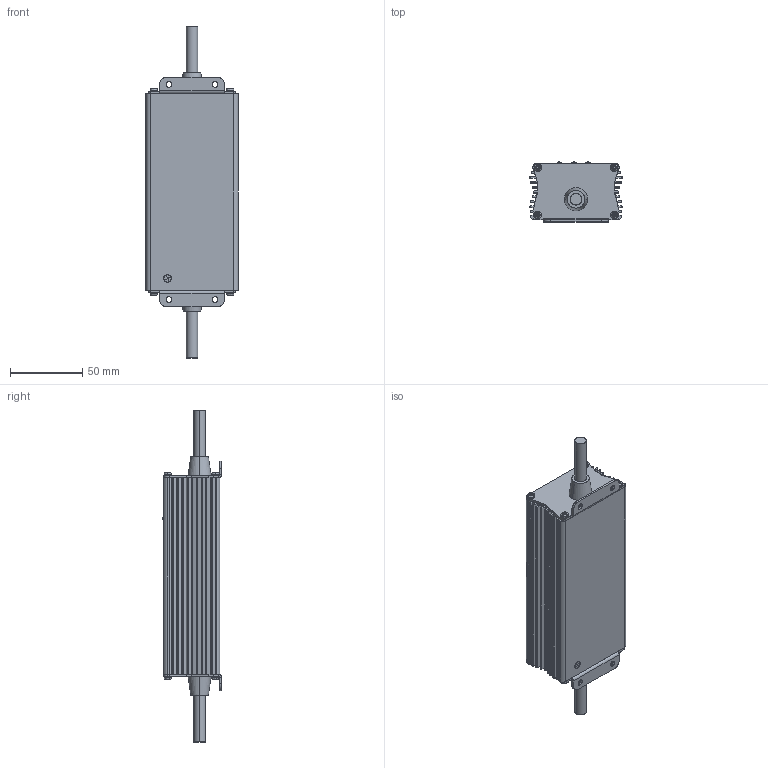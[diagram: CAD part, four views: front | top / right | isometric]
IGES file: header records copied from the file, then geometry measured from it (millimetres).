
Start section: SolidWorks IGES file using analytic representation for surfaces
Global section: file name: LSE-20170217.IGS; native system: SolidWorks 2014; preprocessor: SolidWorks 2014; author: Administrator; date: 170317.170649; units: millimetre
Bounding box: 64 x 41.5 x 230.42 mm (x, y, z)
Surface area: 88645.8 mm2 (no closed solid volume)
Topology: 0 solids, 0 shells, 892 faces, 9402 edges, 9399 vertices
Faces by surface type: revolution 497, bspline 395
